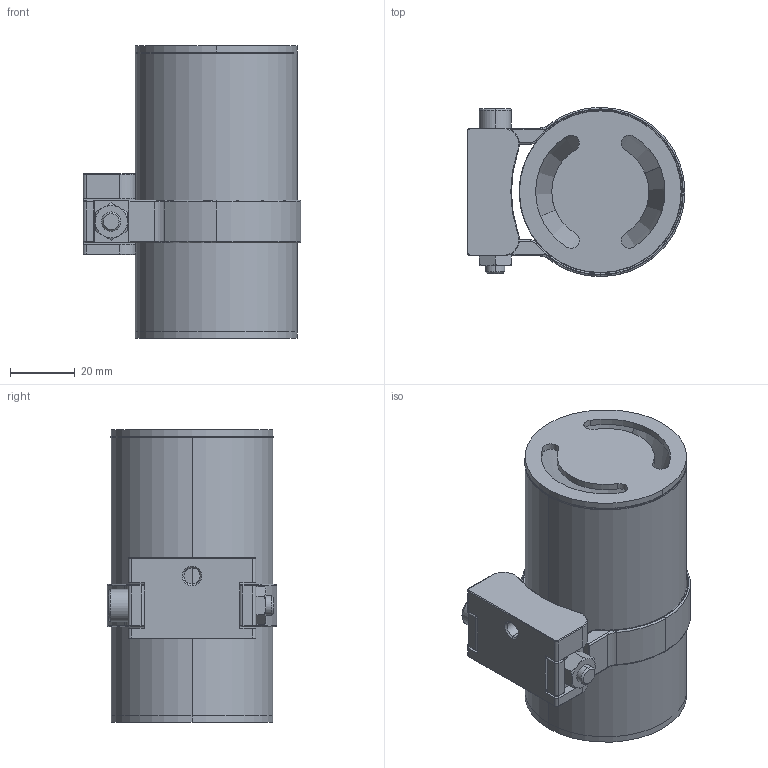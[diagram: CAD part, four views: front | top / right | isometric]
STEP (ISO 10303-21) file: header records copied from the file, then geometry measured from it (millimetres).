
FILE_DESCRIPTION (( 'STEP AP214' ), '1' );
FILE_NAME ('mid Tube assembly.STEP', '2017-12-20T10:34:31', ( '' ), ( '' ), 'SwSTEP 2.0', 'SolidWorks 2016', '' );
FILE_SCHEMA (( 'AUTOMOTIVE_DESIGN' ));
Length unit declared in the file: millimetre
Products named in the file (12): hex nut style 1 gradeab_din_Hexagon Nut ISO 4032 - M6 - D - N; cone_medium; socket head cap screw_din_DIN 912 M6 x 45 --- 24N; mid Tube assembly; mid Holder assembly; Holder-Bottom part_medium; cone ring_mideum; Holder-top part_medium; mid cone assembly; Ring 2_medium; 4976-HeatSink-Disk(50mm); Tube_Medium
Assembly tree (11 placements, depth 3):
  mid Tube assembly
    Tube_Medium
    Ring 2_medium
    mid cone assembly
      cone_medium
      cone ring_mideum
    mid Holder assembly
      Holder-Bottom part_medium
      Holder-top part_medium
    socket head cap screw_din_DIN 912 M6 x 45 --- 24N
    hex nut style 1 gradeab_din_Hexagon Nut ISO 4032 - M6 - D - N
    4976-HeatSink-Disk(50mm)
Bounding box: 67.36 x 52.36 x 90.5 mm (x, y, z)
Volume: 47811.8 mm3; surface area: 53977.7 mm2
Topology: 9 solids, 9 shells, 490 faces, 1228 edges, 781 vertices
Faces by surface type: plane 208, bspline 127, cylinder 87, torus 42, cone 26
Entity records: 21116 total; most frequent: CARTESIAN_POINT 9634, ORIENTED_EDGE 2444, DIRECTION 1966, EDGE_CURVE 1222, VERTEX_POINT 781, LINE 676, VECTOR 676, AXIS2_PLACEMENT_3D 645
